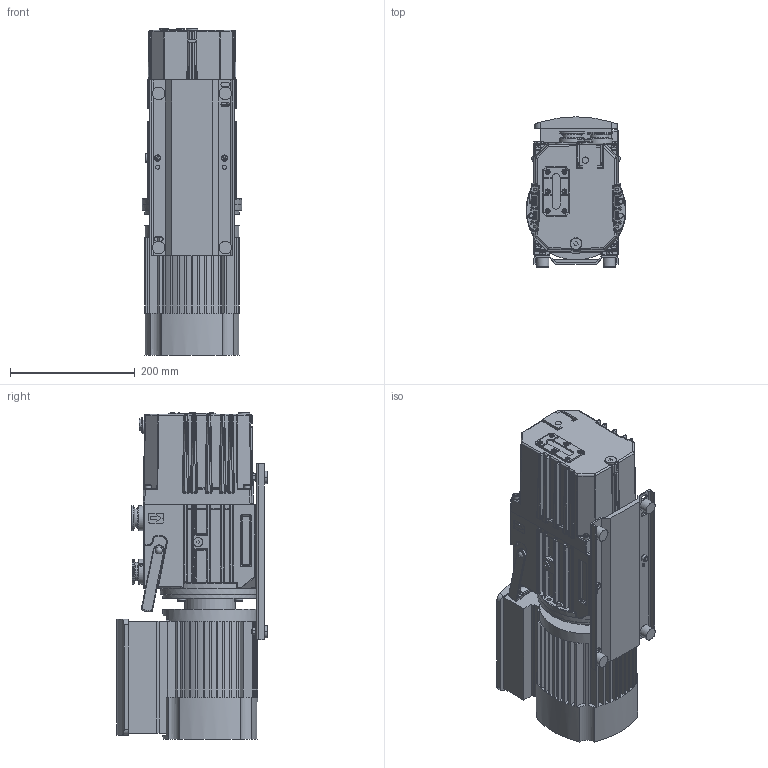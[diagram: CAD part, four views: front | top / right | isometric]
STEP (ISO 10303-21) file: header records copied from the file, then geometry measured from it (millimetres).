
FILE_DESCRIPTION(/* description */ (''),/* implementation_level */ '2;1');
FILE_NAME(/* name */ 'PK900293.stp',/* time_stamp */ '2016-09-05T09:05:03+02:00',/* author */ (''),/* organization */ ('Pfeiffer Vacuum'),/* preprocessor_version */ 'ST-DEVELOPER v15.6',/* originating_system */ 'Autodesk Inventor 2015',/* authorisation */ '');
FILE_SCHEMA (('AUTOMOTIVE_DESIGN { 1 0 10303 214 3 1 1 }'));
Products named in the file (1): PK900293_SW
Bounding box: 160.26 x 241.5 x 525 mm (x, y, z)
Volume: 12003280.3 mm3; surface area: 668770.8 mm2
Topology: 1 solids, 1 shells, 2435 faces, 5992 edges, 3454 vertices
Faces by surface type: plane 869, cylinder 757, bspline 544, sphere 144, cone 63, torus 58
Full cylindrical faces by diameter (mm): 4.917 x1, 5.54 x1, 6 x2, 6.4 x2, 6.6 x2, 6.647 x1, 7 x8, 8 x3, 9 x2, 10 x7, 10.8 x2, 12 x4, 13 x4, 13.155 x1, 14 x1, 18 x1, 22 x1, 25 x2, 26.2 x2, 30 x2, 38 x2, 40 x4, 81 x1, 151.983 x1, 160 x1
Entity records: 85831 total; most frequent: CARTESIAN_POINT 29849, ORIENTED_EDGE 11258, DIRECTION 10605, EDGE_CURVE 5629, AXIS2_PLACEMENT_3D 3980, VERTEX_POINT 3408, EDGE_LOOP 2661, LINE 2645
